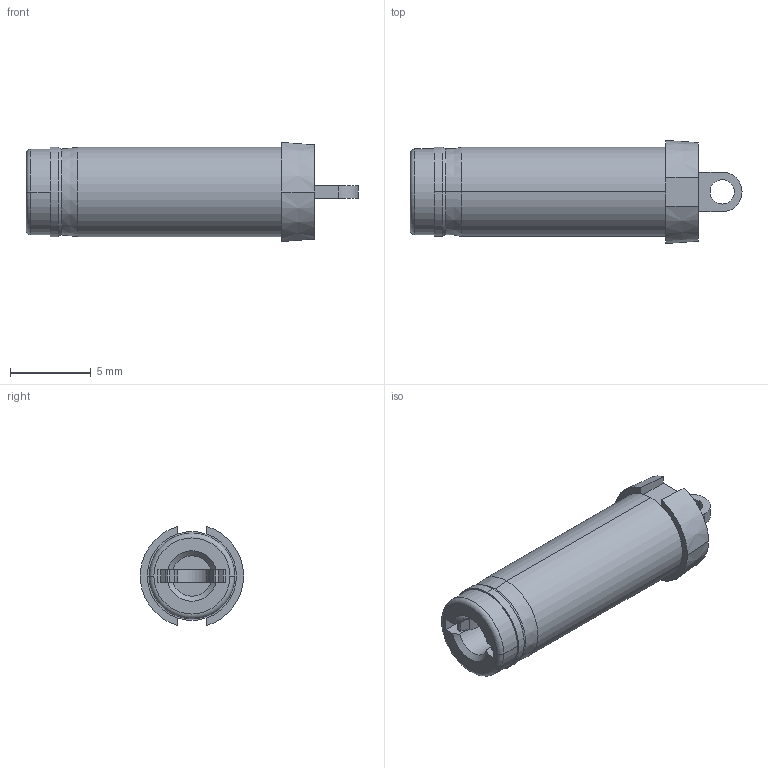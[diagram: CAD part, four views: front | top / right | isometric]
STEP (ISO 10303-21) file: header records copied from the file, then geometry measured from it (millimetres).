
FILE_DESCRIPTION (( 'STEP AP203' ), '1' );
FILE_NAME ('50-01011_revA.STEP', '2025-05-23T18:31:27', ( '' ), ( '' ), 'SwSTEP 2.0', 'SolidWorks 2021', '' );
FILE_SCHEMA (( 'CONFIG_CONTROL_DESIGN' ));
Length unit declared in the file: millimetre
Products named in the file (1): 50-01011_revA
Bounding box: 20.5 x 6.37 x 6.12 mm (x, y, z)
Volume: 362.5 mm3; surface area: 1152.8 mm2
Topology: 3 solids, 3 shells, 86 faces, 225 edges, 146 vertices
Faces by surface type: plane 45, cylinder 30, cone 9, torus 2
Entity records: 2756 total; most frequent: CARTESIAN_POINT 494, DIRECTION 469, ORIENTED_EDGE 450, EDGE_CURVE 225, AXIS2_PLACEMENT_3D 165, VERTEX_POINT 146, VECTOR 139, LINE 139
